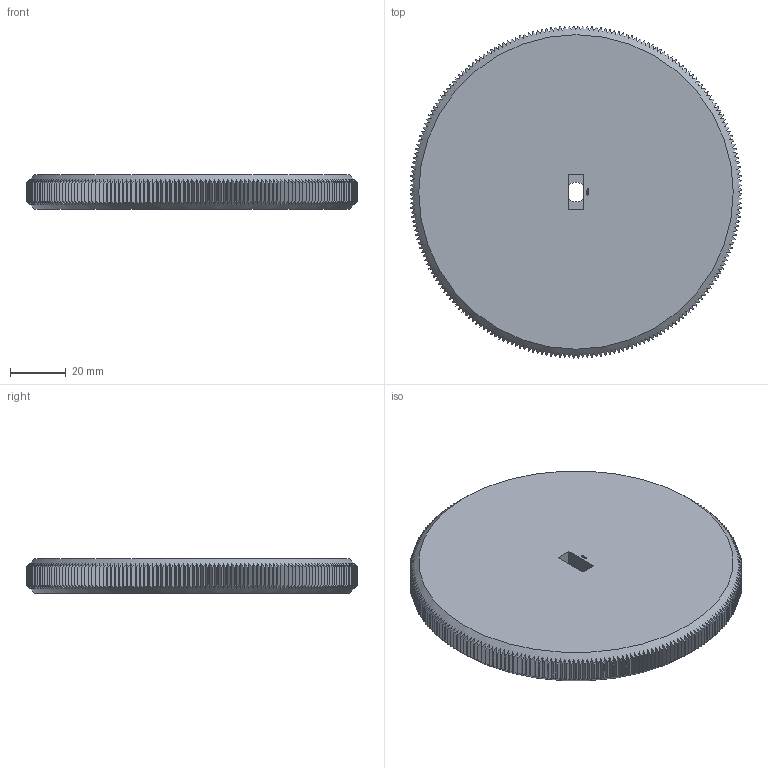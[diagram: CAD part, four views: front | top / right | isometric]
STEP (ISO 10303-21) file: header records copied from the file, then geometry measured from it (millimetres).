
FILE_DESCRIPTION(('FreeCAD Model'),'2;1');
FILE_NAME('Open CASCADE Shape Model','2024-01-03T19:12:44',(''),(''), 'Open CASCADE STEP processor 7.6','FreeCAD','Unknown');
FILE_SCHEMA(('AUTOMOTIVE_DESIGN { 1 0 10303 214 1 1 1 1 }'));
Products named in the file (1): Knob KNR BVD SCR ISR BU01.00x09.50 - SPN-KNB-0033 (stemfie.org)
Bounding box: 118.74 x 118.74 x 12.5 mm (x, y, z)
Volume: 132344.4 mm3; surface area: 28299.5 mm2
Topology: 1 solids, 1 shells, 1216 faces, 3540 edges, 2358 vertices
Faces by surface type: plane 782, cylinder 230, extrusion 200, cone 4
Entity records: 89876 total; most frequent: CARTESIAN_POINT 20787, DIRECTION 12516, ORIENTED_EDGE 7080, PCURVE 7080, DEFINITIONAL_REPRESENTATION 7080, VECTOR 6802, LINE 6602, EDGE_CURVE 3540
